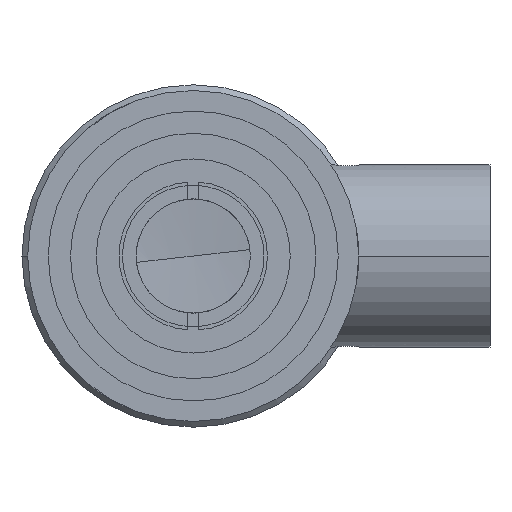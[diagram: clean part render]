
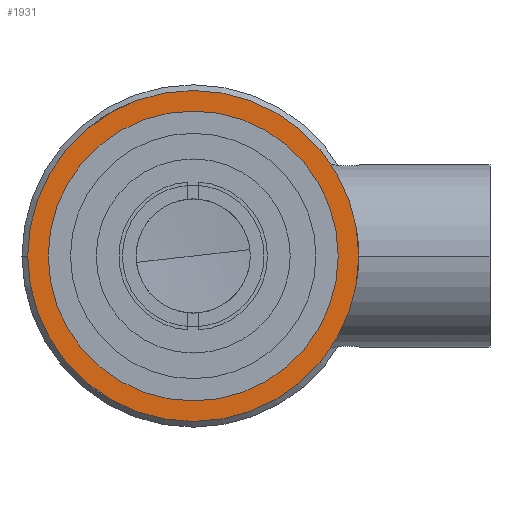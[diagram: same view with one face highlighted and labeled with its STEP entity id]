
A CAD part, front view. The second image highlights one B-rep face of the part: STEP entity #1931.
In plain terms, the highlighted planar face has unit normal (0, -1, 0).
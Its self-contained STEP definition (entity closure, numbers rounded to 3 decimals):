
#150 = CARTESIAN_POINT ( 'NONE',  ( 0., -120.09, 0. ) ) ;
#798 = VERTEX_POINT ( 'NONE', #1907 ) ;
#845 = DIRECTION ( 'NONE',  ( 0., 0., 1. ) ) ;
#914 = AXIS2_PLACEMENT_3D ( 'NONE', #2172, #2203, #2134 ) ;
#946 = EDGE_LOOP ( 'NONE', ( #1756, #2398 ) ) ;
#1026 = CARTESIAN_POINT ( 'NONE',  ( 0., -120.09, 0. ) ) ;
#1049 = CARTESIAN_POINT ( 'NONE',  ( 0., -120.09, -11.75 ) ) ;
#1064 = ORIENTED_EDGE ( 'NONE', *, *, #2668, .T. ) ;
#1121 = DIRECTION ( 'NONE',  ( 0., 0., 1. ) ) ;
#1546 = VERTEX_POINT ( 'NONE', #1820 ) ;
#1615 = ORIENTED_EDGE ( 'NONE', *, *, #2601, .T. ) ;
#1632 = CIRCLE ( 'NONE', #914, 14.5 ) ;
#1702 = AXIS2_PLACEMENT_3D ( 'NONE', #2845, #2807, #2794 ) ;
#1756 = ORIENTED_EDGE ( 'NONE', *, *, #2358, .F. ) ;
#1820 = CARTESIAN_POINT ( 'NONE',  ( 0., -120.09, -14.5 ) ) ;
#1907 = CARTESIAN_POINT ( 'NONE',  ( 0., -120.09, 11.75 ) ) ;
#1931 = ADVANCED_FACE ( 'NONE', ( #2481, #3658 ), #2880, .F. ) ;
#2134 = DIRECTION ( 'NONE',  ( 0., 0., 1. ) ) ;
#2147 = DIRECTION ( 'NONE',  ( 0., 0., 1. ) ) ;
#2162 = VERTEX_POINT ( 'NONE', #1049 ) ;
#2172 = CARTESIAN_POINT ( 'NONE',  ( 0., -120.09, 0. ) ) ;
#2178 = DIRECTION ( 'NONE',  ( 0., 1., 0. ) ) ;
#2203 = DIRECTION ( 'NONE',  ( 0., 1., 0. ) ) ;
#2280 = AXIS2_PLACEMENT_3D ( 'NONE', #150, #2178, #845 ) ;
#2316 = AXIS2_PLACEMENT_3D ( 'NONE', #2472, #2715, #1121 ) ;
#2358 = EDGE_CURVE ( 'NONE', #3207, #1546, #1632, .T. ) ;
#2398 = ORIENTED_EDGE ( 'NONE', *, *, #2750, .F. ) ;
#2472 = CARTESIAN_POINT ( 'NONE',  ( 0., -120.09, 0. ) ) ;
#2481 = FACE_OUTER_BOUND ( 'NONE', #946, .T. ) ;
#2562 = DIRECTION ( 'NONE',  ( 0., 1., 0. ) ) ;
#2601 = EDGE_CURVE ( 'NONE', #798, #2162, #3140, .T. ) ;
#2668 = EDGE_CURVE ( 'NONE', #2162, #798, #3088, .T. ) ;
#2678 = CARTESIAN_POINT ( 'NONE',  ( 0., -120.09, 14.5 ) ) ;
#2715 = DIRECTION ( 'NONE',  ( 0., 1., 0. ) ) ;
#2740 = AXIS2_PLACEMENT_3D ( 'NONE', #1026, #2562, #2147 ) ;
#2750 = EDGE_CURVE ( 'NONE', #1546, #3207, #3039, .T. ) ;
#2794 = DIRECTION ( 'NONE',  ( 0., 0., 1. ) ) ;
#2807 = DIRECTION ( 'NONE',  ( 0., 1., 0. ) ) ;
#2845 = CARTESIAN_POINT ( 'NONE',  ( 14.5, -120.09, 0. ) ) ;
#2880 = PLANE ( 'NONE',  #1702 ) ;
#3039 = CIRCLE ( 'NONE', #2316, 14.5 ) ;
#3088 = CIRCLE ( 'NONE', #2280, 11.75 ) ;
#3140 = CIRCLE ( 'NONE', #2740, 11.75 ) ;
#3207 = VERTEX_POINT ( 'NONE', #2678 ) ;
#3347 = EDGE_LOOP ( 'NONE', ( #1615, #1064 ) ) ;
#3658 = FACE_BOUND ( 'NONE', #3347, .T. ) ;
